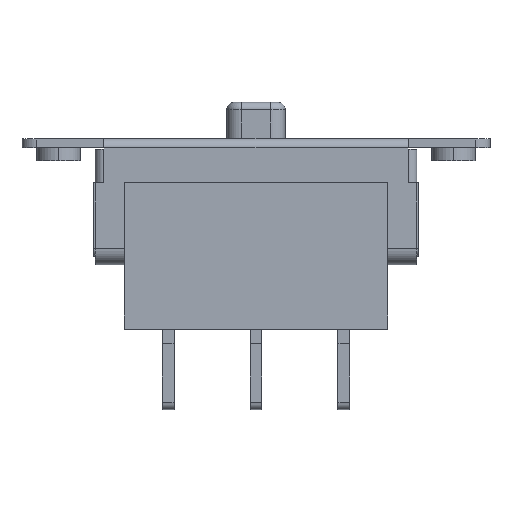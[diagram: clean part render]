
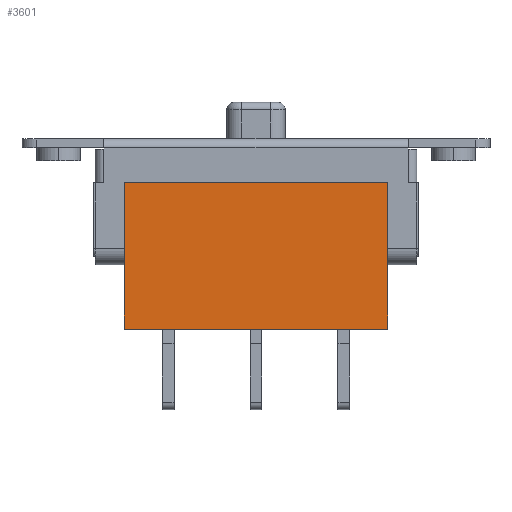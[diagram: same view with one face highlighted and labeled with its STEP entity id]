
A CAD part, top view. The second image highlights one B-rep face of the part: STEP entity #3601.
In plain terms, the highlighted planar face has unit normal (0, 0, 1).
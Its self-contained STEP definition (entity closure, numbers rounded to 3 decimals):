
#98 = ORIENTED_EDGE ( 'NONE', *, *, #680, .F. ) ;
#680 = EDGE_CURVE ( 'NONE', #4083, #5424, #1268, .T. ) ;
#800 = CARTESIAN_POINT ( 'NONE',  ( -9., -10., 4.3 ) ) ;
#911 = FACE_OUTER_BOUND ( 'NONE', #1442, .T. ) ;
#1108 = ORIENTED_EDGE ( 'NONE', *, *, #4904, .T. ) ;
#1268 = LINE ( 'NONE', #4675, #5479 ) ;
#1442 = EDGE_LOOP ( 'NONE', ( #1108, #3395, #98, #5173 ) ) ;
#1507 = CARTESIAN_POINT ( 'NONE',  ( 9., -10., 4.3 ) ) ;
#1656 = CARTESIAN_POINT ( 'NONE',  ( 9., 0., 4.3 ) ) ;
#1710 = EDGE_CURVE ( 'NONE', #3872, #5424, #3003, .T. ) ;
#2026 = VECTOR ( 'NONE', #5134, 1000. ) ;
#2042 = VERTEX_POINT ( 'NONE', #1656 ) ;
#2116 = DIRECTION ( 'NONE',  ( 0., 1., 0. ) ) ;
#2224 = AXIS2_PLACEMENT_3D ( 'NONE', #3194, #3701, #2116 ) ;
#2902 = EDGE_CURVE ( 'NONE', #2042, #4083, #5858, .T. ) ;
#3003 = LINE ( 'NONE', #6089, #2026 ) ;
#3194 = CARTESIAN_POINT ( 'NONE',  ( 9., 0., 4.3 ) ) ;
#3395 = ORIENTED_EDGE ( 'NONE', *, *, #1710, .T. ) ;
#3532 = DIRECTION ( 'NONE',  ( -1., 0., 0. ) ) ;
#3601 = ADVANCED_FACE ( 'NONE', ( #911 ), #5281, .F. ) ;
#3687 = DIRECTION ( 'NONE',  ( -1., 0., 0. ) ) ;
#3701 = DIRECTION ( 'NONE',  ( 0., 0., -1. ) ) ;
#3872 = VERTEX_POINT ( 'NONE', #5959 ) ;
#4083 = VERTEX_POINT ( 'NONE', #1507 ) ;
#4476 = CARTESIAN_POINT ( 'NONE',  ( 9., 0., 4.3 ) ) ;
#4507 = VECTOR ( 'NONE', #3687, 1000. ) ;
#4675 = CARTESIAN_POINT ( 'NONE',  ( 9., -10., 4.3 ) ) ;
#4848 = LINE ( 'NONE', #5202, #4507 ) ;
#4904 = EDGE_CURVE ( 'NONE', #2042, #3872, #4848, .T. ) ;
#5134 = DIRECTION ( 'NONE',  ( 0., -1., 0. ) ) ;
#5173 = ORIENTED_EDGE ( 'NONE', *, *, #2902, .F. ) ;
#5202 = CARTESIAN_POINT ( 'NONE',  ( 9., 0., 4.3 ) ) ;
#5212 = VECTOR ( 'NONE', #6024, 1000. ) ;
#5281 = PLANE ( 'NONE',  #2224 ) ;
#5424 = VERTEX_POINT ( 'NONE', #800 ) ;
#5479 = VECTOR ( 'NONE', #3532, 1000. ) ;
#5858 = LINE ( 'NONE', #4476, #5212 ) ;
#5959 = CARTESIAN_POINT ( 'NONE',  ( -9., 0., 4.3 ) ) ;
#6024 = DIRECTION ( 'NONE',  ( 0., -1., 0. ) ) ;
#6089 = CARTESIAN_POINT ( 'NONE',  ( -9., 0., 4.3 ) ) ;
